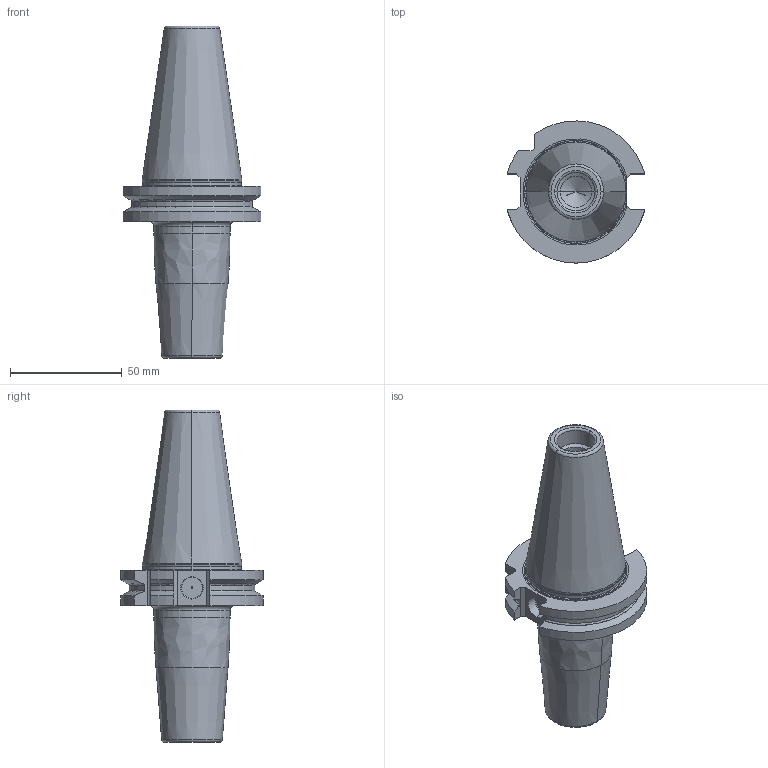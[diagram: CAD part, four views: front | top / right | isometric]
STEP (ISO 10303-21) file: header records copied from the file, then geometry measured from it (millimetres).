
FILE_DESCRIPTION((''),'2;1');
FILE_NAME('607739603-000-01-E43','2023-03-15T08:31:37',('liebchenm'),(''),'CREO PARAMETRIC BY PTC INC, 2021184','CREO PARAMETRIC BY PTC INC, 2021184','');
FILE_SCHEMA(('AP242_MANAGED_MODEL_BASED_3D_ENGINEERING_MIM_LF { 1 0 10303 442 1 1 4 }'));
Length unit declared in the file: millimetre
Products named in the file (1): 607739603-000-01-E43
Bounding box: 61.48 x 63.54 x 148.4 mm (x, y, z)
Volume: 146095 mm3; surface area: 26449.1 mm2
Topology: 1 solids, 1 shells, 93 faces, 229 edges, 140 vertices
Faces by surface type: plane 25, cylinder 24, torus 21, cone 21, bspline 2
Entity records: 4274 total; most frequent: CARTESIAN_POINT 797, DIRECTION 489, ORIENTED_EDGE 450, PRESENTATION_STYLE_ASSIGNMENT 230, STYLED_ITEM 230, CURVE_STYLE 229, EDGE_CURVE 225, AXIS2_PLACEMENT_3D 198
